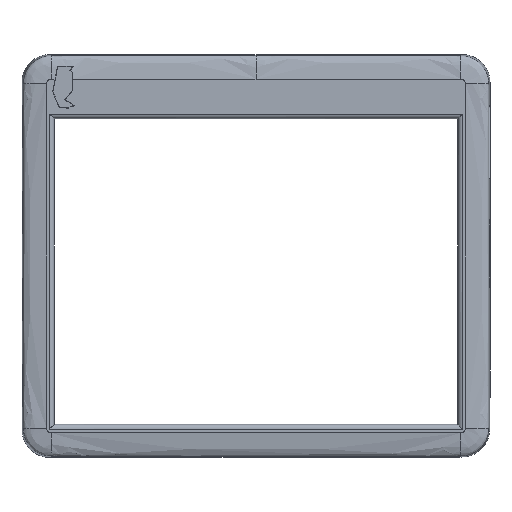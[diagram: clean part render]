
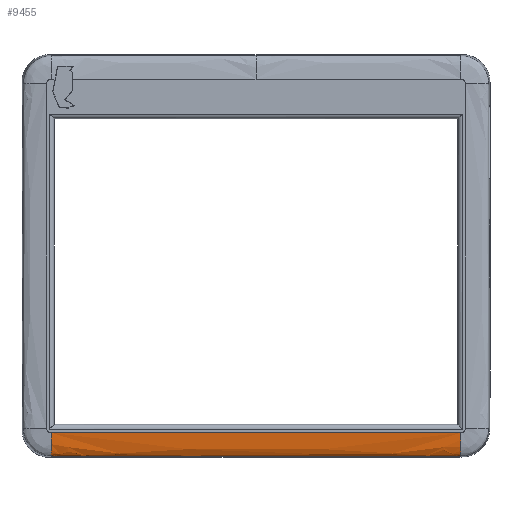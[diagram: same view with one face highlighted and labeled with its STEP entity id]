
A CAD part, front view. The second image highlights one B-rep face of the part: STEP entity #9455.
In plain terms, the highlighted free-form (B-spline) face has degree [2, 3] with [3, 4] control points.
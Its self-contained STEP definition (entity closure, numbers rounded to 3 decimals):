
#157 = ORIENTED_EDGE ( 'NONE', *, *, #3715, .F. ) ;
#347 = VERTEX_POINT ( 'NONE', #8960 ) ;
#490 = EDGE_CURVE ( 'NONE', #5213, #8801, #1626, .T. ) ;
#1239 = CARTESIAN_POINT ( 'NONE',  ( 14.683, 0., -38.049 ) ) ;
#1626 =( BOUNDED_CURVE ( )  B_SPLINE_CURVE ( 2, ( #10031, #7343, #2638 ),
 .UNSPECIFIED., .F., .F. ) 
 B_SPLINE_CURVE_WITH_KNOTS ( ( 3, 3 ),
 ( 0., 1. ),
 .UNSPECIFIED. ) 
 CURVE ( )  GEOMETRIC_REPRESENTATION_ITEM ( )  RATIONAL_B_SPLINE_CURVE ( ( 1., 0.719, 1. ) ) 
 REPRESENTATION_ITEM ( '' )  );
#1630 = CARTESIAN_POINT ( 'NONE',  ( -44.05, 0., -38.049 ) ) ;
#2134 = CARTESIAN_POINT ( 'NONE',  ( 44.05, 1.326, -43.046 ) ) ;
#2183 = CARTESIAN_POINT ( 'NONE',  ( 44.05, 1.326, -43.046 ) ) ;
#2235 = EDGE_LOOP ( 'NONE', ( #7801, #157, #3670, #8069 ) ) ;
#2299 = CARTESIAN_POINT ( 'NONE',  ( -14.683, 0., -43. ) ) ;
#2638 = CARTESIAN_POINT ( 'NONE',  ( -44.05, 1.326, -43.046 ) ) ;
#3033 = CARTESIAN_POINT ( 'NONE',  ( -14.683, 0., -38.049 ) ) ;
#3215 = CARTESIAN_POINT ( 'NONE',  ( 44.05, 0., -38.049 ) ) ;
#3475 = CARTESIAN_POINT ( 'NONE',  ( 44.05, 0., -38.049 ) ) ;
#3670 = ORIENTED_EDGE ( 'NONE', *, *, #490, .T. ) ;
#3715 = EDGE_CURVE ( 'NONE', #5213, #7183, #11340, .T. ) ;
#3943 = CARTESIAN_POINT ( 'NONE',  ( 44.05, 1.326, -43.046 ) ) ;
#4055 = CARTESIAN_POINT ( 'NONE',  ( 14.683, 0., -43. ) ) ;
#4325 =( BOUNDED_SURFACE ( )  B_SPLINE_SURFACE ( 2, 3, ( 
 ( #9575, #3033, #1239, #11307 ),
 ( #7610, #2299, #4055, #6832 ),
 ( #8619, #8679, #6706, #3943 ) ),
 .UNSPECIFIED., .F., .F., .F. ) 
 B_SPLINE_SURFACE_WITH_KNOTS ( ( 3, 3 ),
 ( 4, 4 ),
 ( 0., 1. ),
 ( -0.095, -0.006 ),
 .UNSPECIFIED. ) 
 GEOMETRIC_REPRESENTATION_ITEM ( )  RATIONAL_B_SPLINE_SURFACE ( (
 ( 1., 1., 1., 1.),
 ( 0.719, 0.719, 0.719, 0.719),
 ( 1., 1., 1., 1.) ) ) 
 REPRESENTATION_ITEM ( '' )  SURFACE ( )  );
#5213 = VERTEX_POINT ( 'NONE', #8460 ) ;
#5407 = CARTESIAN_POINT ( 'NONE',  ( 14.683, 0., -38.049 ) ) ;
#5857 = B_SPLINE_CURVE_WITH_KNOTS ( 'NONE', 3,
 ( #2134, #8697, #6717, #8628 ),
 .UNSPECIFIED., .F., .F.,
 ( 4, 4 ),
 ( 0., 1. ),
 .UNSPECIFIED. ) ;
#5872 = CARTESIAN_POINT ( 'NONE',  ( 44.05, 0., -43. ) ) ;
#6706 = CARTESIAN_POINT ( 'NONE',  ( 14.683, 1.326, -43.046 ) ) ;
#6717 = CARTESIAN_POINT ( 'NONE',  ( -14.683, 1.326, -43.046 ) ) ;
#6815 = CARTESIAN_POINT ( 'NONE',  ( -44.05, 1.326, -43.046 ) ) ;
#6832 = CARTESIAN_POINT ( 'NONE',  ( 44.05, 0., -43. ) ) ;
#7016 = CARTESIAN_POINT ( 'NONE',  ( 44.05, 0., -38.049 ) ) ;
#7183 = VERTEX_POINT ( 'NONE', #7016 ) ;
#7343 = CARTESIAN_POINT ( 'NONE',  ( -44.05, 0., -43. ) ) ;
#7610 = CARTESIAN_POINT ( 'NONE',  ( -44.05, 0., -43. ) ) ;
#7785 = FACE_OUTER_BOUND ( 'NONE', #2235, .T. ) ;
#7801 = ORIENTED_EDGE ( 'NONE', *, *, #9465, .T. ) ;
#8069 = ORIENTED_EDGE ( 'NONE', *, *, #10892, .F. ) ;
#8460 = CARTESIAN_POINT ( 'NONE',  ( -44.05, 0., -38.049 ) ) ;
#8619 = CARTESIAN_POINT ( 'NONE',  ( -44.05, 1.326, -43.046 ) ) ;
#8628 = CARTESIAN_POINT ( 'NONE',  ( -44.05, 1.326, -43.046 ) ) ;
#8679 = CARTESIAN_POINT ( 'NONE',  ( -14.683, 1.326, -43.046 ) ) ;
#8697 = CARTESIAN_POINT ( 'NONE',  ( 14.683, 1.326, -43.046 ) ) ;
#8801 = VERTEX_POINT ( 'NONE', #6815 ) ;
#8853 =( BOUNDED_CURVE ( )  B_SPLINE_CURVE ( 2, ( #2183, #5872, #3215 ),
 .UNSPECIFIED., .F., .F. ) 
 B_SPLINE_CURVE_WITH_KNOTS ( ( 3, 3 ),
 ( 0., 1. ),
 .UNSPECIFIED. ) 
 CURVE ( )  GEOMETRIC_REPRESENTATION_ITEM ( )  RATIONAL_B_SPLINE_CURVE ( ( 1., 0.719, 1. ) ) 
 REPRESENTATION_ITEM ( '' )  );
#8960 = CARTESIAN_POINT ( 'NONE',  ( 44.05, 1.326, -43.046 ) ) ;
#9455 = ADVANCED_FACE ( 'NONE', ( #7785 ), #4325, .T. ) ;
#9465 = EDGE_CURVE ( 'NONE', #347, #7183, #8853, .T. ) ;
#9575 = CARTESIAN_POINT ( 'NONE',  ( -44.05, 0., -38.049 ) ) ;
#10017 = CARTESIAN_POINT ( 'NONE',  ( -14.683, 0., -38.049 ) ) ;
#10031 = CARTESIAN_POINT ( 'NONE',  ( -44.05, 0., -38.049 ) ) ;
#10892 = EDGE_CURVE ( 'NONE', #347, #8801, #5857, .T. ) ;
#11307 = CARTESIAN_POINT ( 'NONE',  ( 44.05, 0., -38.049 ) ) ;
#11340 = B_SPLINE_CURVE_WITH_KNOTS ( 'NONE', 3,
 ( #1630, #10017, #5407, #3475 ),
 .UNSPECIFIED., .F., .F.,
 ( 4, 4 ),
 ( 0., 1. ),
 .UNSPECIFIED. ) ;
